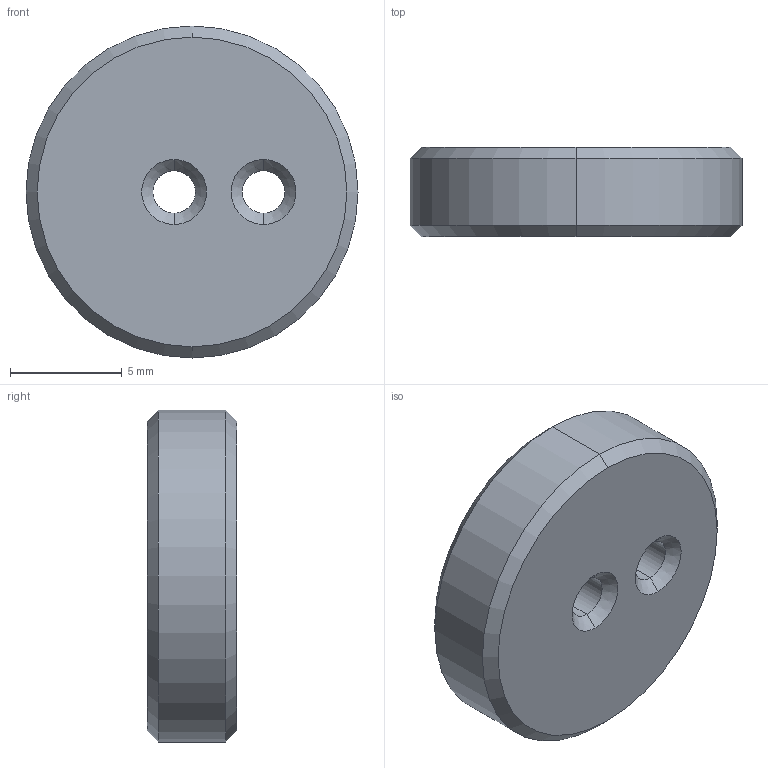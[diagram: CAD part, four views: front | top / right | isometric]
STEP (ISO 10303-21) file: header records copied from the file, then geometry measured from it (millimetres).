
FILE_DESCRIPTION (( 'STEP AP203' ), '1' );
FILE_NAME ('ぇ陑謫(拸粣創).STEP', '2024-02-19T06:07:55', ( '' ), ( '' ), 'SwSTEP 2.0', 'SolidWorks 2022', '' );
FILE_SCHEMA (( 'CONFIG_CONTROL_DESIGN' ));
Length unit declared in the file: millimetre
Products named in the file (1): ぇ陑謫(拸粣創)
Bounding box: 14.85 x 4 x 14.85 mm (x, y, z)
Volume: 655.2 mm3; surface area: 535.7 mm2
Topology: 1 solids, 1 shells, 20 faces, 42 edges, 24 vertices
Faces by surface type: cone 12, cylinder 6, plane 2
Entity records: 619 total; most frequent: DIRECTION 108, CARTESIAN_POINT 87, ORIENTED_EDGE 84, AXIS2_PLACEMENT_3D 45, EDGE_CURVE 42, EDGE_LOOP 24, VERTEX_POINT 24, CIRCLE 24
